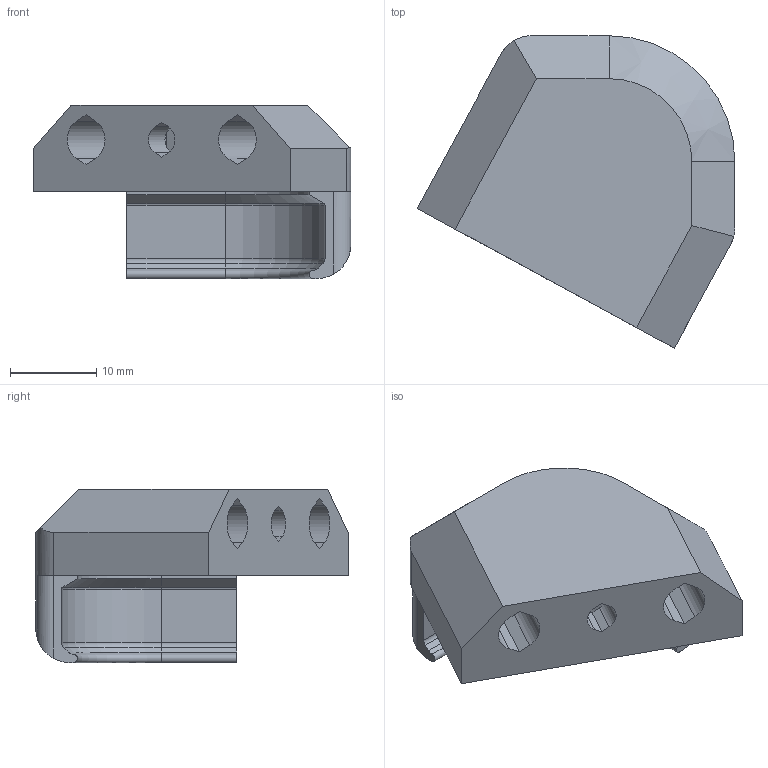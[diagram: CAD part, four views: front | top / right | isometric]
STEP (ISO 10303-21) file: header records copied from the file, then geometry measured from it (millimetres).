
FILE_DESCRIPTION(/* description */ (''),/* implementation_level */ '2;1');
FILE_NAME(/* name */ 'CornerTL.step',/* time_stamp */ '2026-01-01T21:41:07+01:00',/* author */ (''),/* organization */ (''),/* preprocessor_version */ 'ST-DEVELOPER v20.1',/* originating_system */ 'Autodesk Translation Framework v14.21.0.0',/* authorisation */ '');
FILE_SCHEMA (('AUTOMOTIVE_DESIGN { 1 0 10303 214 3 1 1 }'));
Length unit declared in the file: millimetre
Products named in the file (2): TabletHolderAssembly_NokiaT10; Corner TL
Assembly tree (1 placements, depth 2):
  TabletHolderAssembly_NokiaT10
    Corner TL
Bounding box: 36.92 x 36.3 x 20.15 mm (x, y, z)
Volume: 8182.3 mm3; surface area: 4468 mm2
Topology: 1 solids, 1 shells, 95 faces, 243 edges, 156 vertices
Faces by surface type: plane 62, cylinder 25, torus 5, cone 3
Entity records: 2927 total; most frequent: CARTESIAN_POINT 513, DIRECTION 495, ORIENTED_EDGE 486, EDGE_CURVE 243, LINE 183, VECTOR 183, VERTEX_POINT 156, AXIS2_PLACEMENT_3D 156
